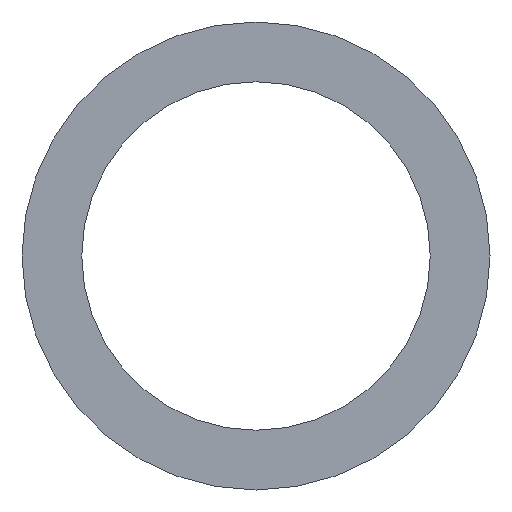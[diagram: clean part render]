
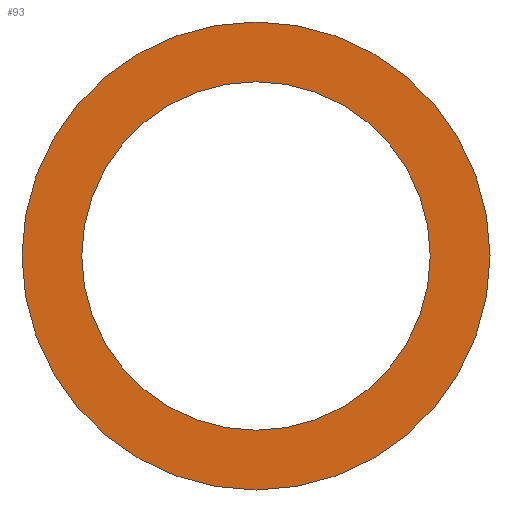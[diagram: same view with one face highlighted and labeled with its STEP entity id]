
A CAD part, front view. The second image highlights one B-rep face of the part: STEP entity #93.
In plain terms, the highlighted planar face has unit normal (0, -1, 0).
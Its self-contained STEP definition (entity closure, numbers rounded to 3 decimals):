
#1 = CARTESIAN_POINT ( 'NONE',  ( 0., 0., -17.5 ) ) ;
#10 = ORIENTED_EDGE ( 'NONE', *, *, #186, .F. ) ;
#11 = DIRECTION ( 'NONE',  ( 0., 1., 0. ) ) ;
#12 = ORIENTED_EDGE ( 'NONE', *, *, #30, .F. ) ;
#14 = PLANE ( 'NONE',  #123 ) ;
#18 = EDGE_CURVE ( 'NONE', #127, #124, #108, .T. ) ;
#20 = CARTESIAN_POINT ( 'NONE',  ( 0., 0., 0. ) ) ;
#26 = DIRECTION ( 'NONE',  ( 0., 1., 0. ) ) ;
#29 = AXIS2_PLACEMENT_3D ( 'NONE', #205, #11, #190 ) ;
#30 = EDGE_CURVE ( 'NONE', #94, #207, #60, .T. ) ;
#35 = DIRECTION ( 'NONE',  ( 0., 0., 1. ) ) ;
#36 = DIRECTION ( 'NONE',  ( 0., 1., 0. ) ) ;
#42 = CARTESIAN_POINT ( 'NONE',  ( 0., 0., 0. ) ) ;
#45 = EDGE_LOOP ( 'NONE', ( #12, #10 ) ) ;
#47 = CIRCLE ( 'NONE', #75, 17.5 ) ;
#60 = CIRCLE ( 'NONE', #152, 23.5 ) ;
#71 = CARTESIAN_POINT ( 'NONE',  ( 0., 0., 23.5 ) ) ;
#75 = AXIS2_PLACEMENT_3D ( 'NONE', #20, #36, #168 ) ;
#80 = DIRECTION ( 'NONE',  ( 0., 0., 1. ) ) ;
#93 = ADVANCED_FACE ( 'NONE', ( #148, #183 ), #14, .F. ) ;
#94 = VERTEX_POINT ( 'NONE', #117 ) ;
#101 = CARTESIAN_POINT ( 'NONE',  ( 0., 0., 17.5 ) ) ;
#108 = CIRCLE ( 'NONE', #29, 17.5 ) ;
#114 = AXIS2_PLACEMENT_3D ( 'NONE', #162, #129, #184 ) ;
#117 = CARTESIAN_POINT ( 'NONE',  ( 0., 0., -23.5 ) ) ;
#120 = DIRECTION ( 'NONE',  ( 0., 1., 0. ) ) ;
#123 = AXIS2_PLACEMENT_3D ( 'NONE', #195, #120, #35 ) ;
#124 = VERTEX_POINT ( 'NONE', #1 ) ;
#127 = VERTEX_POINT ( 'NONE', #101 ) ;
#129 = DIRECTION ( 'NONE',  ( 0., 1., 0. ) ) ;
#139 = ORIENTED_EDGE ( 'NONE', *, *, #201, .T. ) ;
#148 = FACE_OUTER_BOUND ( 'NONE', #45, .T. ) ;
#152 = AXIS2_PLACEMENT_3D ( 'NONE', #42, #26, #80 ) ;
#159 = CIRCLE ( 'NONE', #114, 23.5 ) ;
#160 = EDGE_LOOP ( 'NONE', ( #139, #189 ) ) ;
#162 = CARTESIAN_POINT ( 'NONE',  ( 0., 0., 0. ) ) ;
#168 = DIRECTION ( 'NONE',  ( 0., 0., 1. ) ) ;
#183 = FACE_BOUND ( 'NONE', #160, .T. ) ;
#184 = DIRECTION ( 'NONE',  ( 0., 0., 1. ) ) ;
#186 = EDGE_CURVE ( 'NONE', #207, #94, #159, .T. ) ;
#189 = ORIENTED_EDGE ( 'NONE', *, *, #18, .T. ) ;
#190 = DIRECTION ( 'NONE',  ( 0., 0., 1. ) ) ;
#195 = CARTESIAN_POINT ( 'NONE',  ( 0., 0., 0. ) ) ;
#201 = EDGE_CURVE ( 'NONE', #124, #127, #47, .T. ) ;
#205 = CARTESIAN_POINT ( 'NONE',  ( 0., 0., 0. ) ) ;
#207 = VERTEX_POINT ( 'NONE', #71 ) ;
